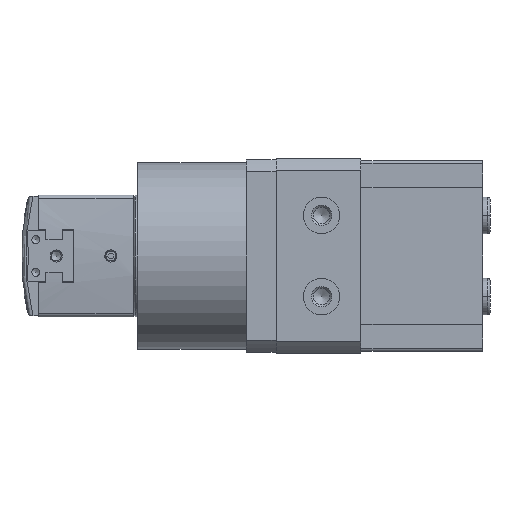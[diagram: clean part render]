
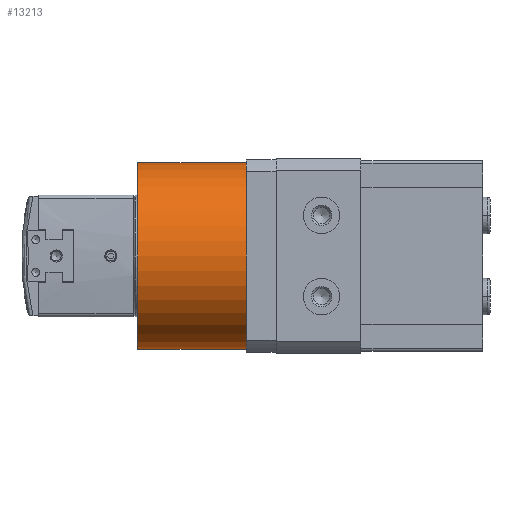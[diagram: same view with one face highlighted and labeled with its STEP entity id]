
A CAD part, left-side view. The second image highlights one B-rep face of the part: STEP entity #13213.
In plain terms, the highlighted cylindrical face has radius 23 mm (diameter 46 mm), a partial arc.
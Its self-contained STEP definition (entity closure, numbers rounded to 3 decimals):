
#387=CYLINDRICAL_SURFACE('',#15895,23.);
#776=CIRCLE('',#15797,23.);
#783=CIRCLE('',#15805,23.);
#3075=ORIENTED_EDGE('',*,*,#5496,.T.);
#3076=ORIENTED_EDGE('',*,*,#5658,.F.);
#3077=ORIENTED_EDGE('',*,*,#5511,.T.);
#3078=ORIENTED_EDGE('',*,*,#5646,.F.);
#5496=EDGE_CURVE('',#7065,#7066,#776,.F.);
#5511=EDGE_CURVE('',#7081,#7079,#783,.T.);
#5646=EDGE_CURVE('',#7065,#7079,#8372,.T.);
#5658=EDGE_CURVE('',#7081,#7066,#8383,.F.);
#7065=VERTEX_POINT('',#22262);
#7066=VERTEX_POINT('',#22263);
#7079=VERTEX_POINT('',#22291);
#7081=VERTEX_POINT('',#22294);
#8372=LINE('',#22579,#9547);
#8383=LINE('',#22601,#9558);
#9547=VECTOR('',#18640,1000.);
#9558=VECTOR('',#18665,1000.);
#10689=EDGE_LOOP('',(#3075,#3076,#3077,#3078));
#11795=FACE_BOUND('',#10689,.T.);
#13213=ADVANCED_FACE('',(#11795),#387,.T.);
#15797=AXIS2_PLACEMENT_3D('',#22261,#18388,#18389);
#15805=AXIS2_PLACEMENT_3D('',#22293,#18412,#18413);
#15895=AXIS2_PLACEMENT_3D('',#22625,#18704,#18705);
#18388=DIRECTION('',(0.,1.,0.));
#18389=DIRECTION('',(0.,0.,1.));
#18412=DIRECTION('',(0.,1.,0.));
#18413=DIRECTION('',(1.,0.,0.));
#18640=DIRECTION('',(0.,-1.,0.));
#18665=DIRECTION('',(0.,-1.,0.));
#18704=DIRECTION('',(0.,-1.,0.));
#18705=DIRECTION('',(0.,0.,-1.));
#22261=CARTESIAN_POINT('',(0.,26.8,0.));
#22262=CARTESIAN_POINT('',(-22.924,26.8,-1.865));
#22263=CARTESIAN_POINT('',(22.924,26.8,-1.865));
#22291=CARTESIAN_POINT('',(-22.924,0.,-1.865));
#22293=CARTESIAN_POINT('',(0.,0.,0.));
#22294=CARTESIAN_POINT('',(22.924,0.,-1.865));
#22579=CARTESIAN_POINT('',(-22.924,15.,-1.865));
#22601=CARTESIAN_POINT('',(22.924,15.,-1.865));
#22625=CARTESIAN_POINT('',(0.,30.,0.));
